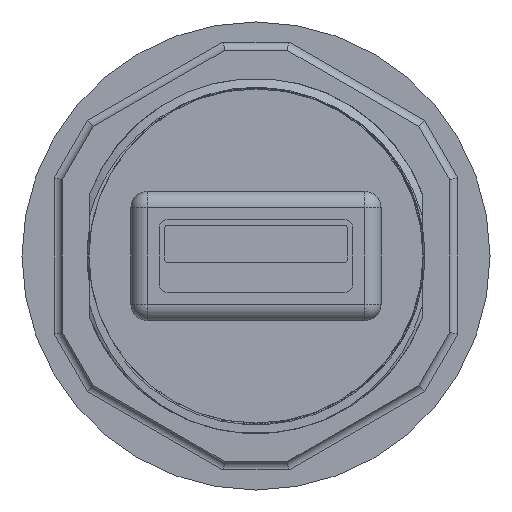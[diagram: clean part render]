
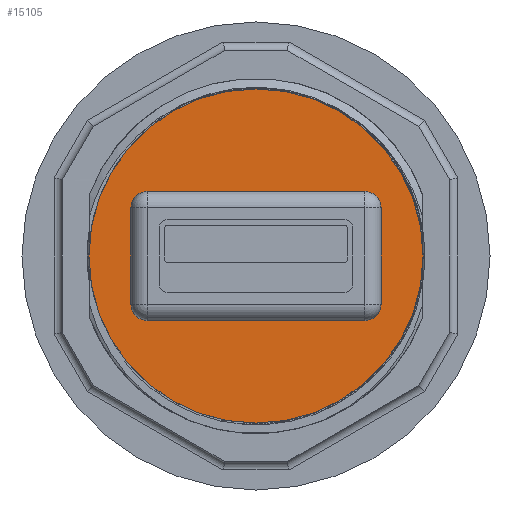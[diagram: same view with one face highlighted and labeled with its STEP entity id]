
A CAD part, front view. The second image highlights one B-rep face of the part: STEP entity #15105.
In plain terms, the highlighted planar face has unit normal (0, -1, 0).
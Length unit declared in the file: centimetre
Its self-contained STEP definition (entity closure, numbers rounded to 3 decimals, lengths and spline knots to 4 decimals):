
#448=FACE_BOUND('',#4941,.T.);
#4101=FACE_OUTER_BOUND('',#4940,.T.);
#4940=EDGE_LOOP('',(#13179));
#4941=EDGE_LOOP('',(#13180));
#5070=CIRCLE('',#15389,0.225);
#5185=CIRCLE('',#15625,1.035);
#5702=VERTEX_POINT('',#21117);
#6136=VERTEX_POINT('',#32350);
#7184=EDGE_CURVE('',#5702,#5702,#5070,.T.);
#7800=EDGE_CURVE('',#6136,#6136,#5185,.T.);
#13179=ORIENTED_EDGE('',*,*,#7800,.F.);
#13180=ORIENTED_EDGE('',*,*,#7184,.T.);
#13565=PLANE('',#16396);
#15105=ADVANCED_FACE('',(#4101,#448),#13565,.F.);
#15389=AXIS2_PLACEMENT_3D('',#21118,#17130,#17131);
#15625=AXIS2_PLACEMENT_3D('',#32352,#17880,#17881);
#16396=AXIS2_PLACEMENT_3D('',#34814,#20251,#20252);
#17130=DIRECTION('center_axis',(0.,1.,0.));
#17131=DIRECTION('ref_axis',(-0.845,0.,0.535));
#17880=DIRECTION('center_axis',(0.,1.,0.));
#17881=DIRECTION('ref_axis',(-1.,0.,0.));
#20251=DIRECTION('center_axis',(0.,1.,0.));
#20252=DIRECTION('ref_axis',(0.,0.,1.));
#21117=CARTESIAN_POINT('',(0.19,-1.5,-0.1205));
#21118=CARTESIAN_POINT('Origin',(0.,-1.5,0.));
#32350=CARTESIAN_POINT('',(1.035,-1.5,0.));
#32352=CARTESIAN_POINT('Origin',(0.,-1.5,0.));
#34814=CARTESIAN_POINT('Origin',(0.,-1.5,0.));
